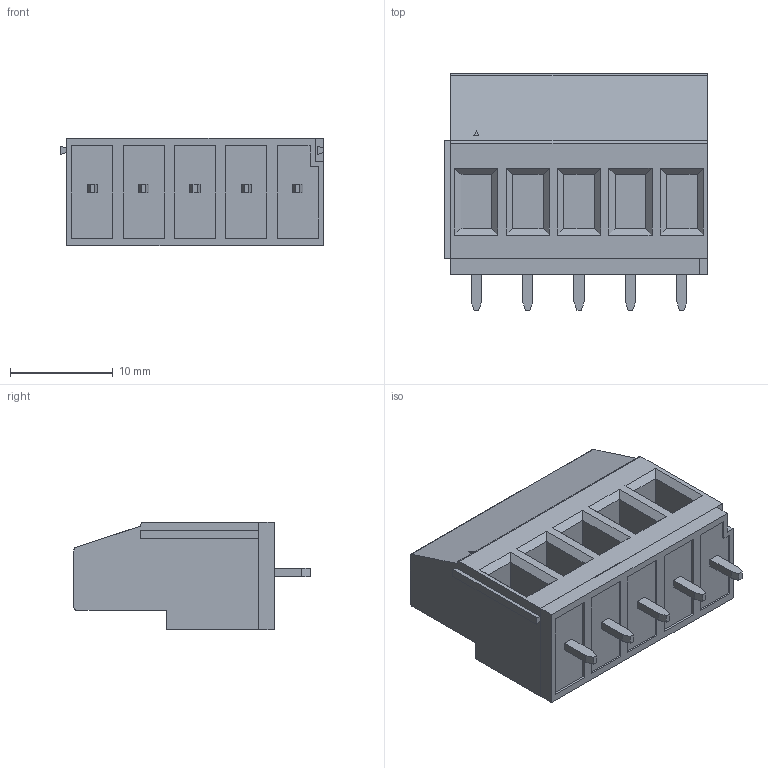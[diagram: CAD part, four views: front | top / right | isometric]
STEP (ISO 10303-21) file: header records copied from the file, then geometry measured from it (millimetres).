
FILE_DESCRIPTION (( 'STEP AP214' ), '1' );
FILE_NAME ('DG129-5.0-05P-14-00AH.STEP', '2021-01-12T19:33:13', ( '' ), ( '' ), 'SwSTEP 2.0', 'SolidWorks 2020', '' );
FILE_SCHEMA (( 'AUTOMOTIVE_DESIGN' ));
Length unit declared in the file: millimetre
Products named in the file (1): DG129-5.0-05P-14-00AH
Bounding box: 25.6 x 23 x 10.5 mm (x, y, z)
Volume: 3719.1 mm3; surface area: 2878.2 mm2
Topology: 1 solids, 1 shells, 600 faces, 1551 edges, 1013 vertices
Faces by surface type: plane 342, bspline 176, cylinder 49, torus 25, cone 8
Entity records: 31118 total; most frequent: CARTESIAN_POINT 13129, ORIENTED_EDGE 3102, DIRECTION 2225, EDGE_CURVE 1551, VERTEX_POINT 1013, LINE 1003, VECTOR 1003, EDGE_LOOP 660
